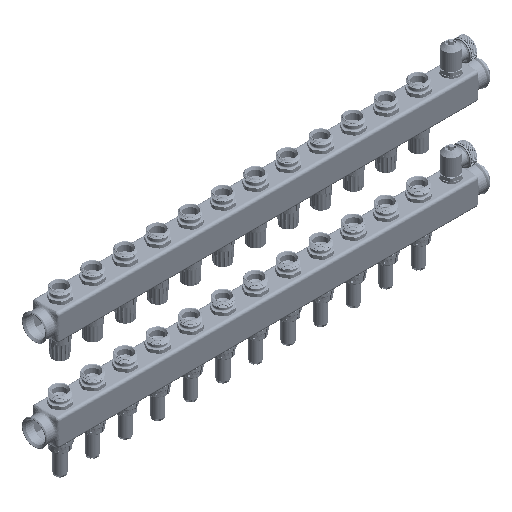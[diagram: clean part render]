
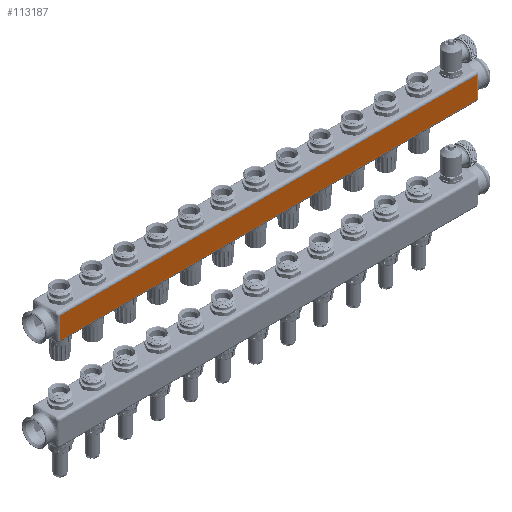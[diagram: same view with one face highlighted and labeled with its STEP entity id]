
A CAD part, isometric view. The second image highlights one B-rep face of the part: STEP entity #113187.
In plain terms, the highlighted planar face has unit normal (0, -1, 0).
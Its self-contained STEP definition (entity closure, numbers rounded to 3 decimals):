
#107172=CARTESIAN_POINT('',(19.869,-20.,
-16.5));
#107178=CARTESIAN_POINT('',(660.131,-20.,16.5));
#107179=CARTESIAN_POINT('',(660.131,-20.,16.5));
#107180=CARTESIAN_POINT('',(660.161,-20.,
15.801));
#107181=CARTESIAN_POINT('',(660.225,-20.,
14.452));
#107182=CARTESIAN_POINT('',(660.332,-20.,
12.511));
#107183=CARTESIAN_POINT('',(660.441,-20.,
10.726));
#107184=CARTESIAN_POINT('',(660.544,-20.,
9.054));
#107185=CARTESIAN_POINT('',(660.636,-20.,
7.423));
#107186=CARTESIAN_POINT('',(660.713,-20.,5.782));
#107187=CARTESIAN_POINT('',(660.769,-20.,4.134));
#107188=CARTESIAN_POINT('',(660.805,-20.,2.504));
#107189=CARTESIAN_POINT('',(660.822,-20.,0.895));
#107190=CARTESIAN_POINT('',(660.823,-20.,-0.717));
#107191=CARTESIAN_POINT('',(660.807,-20.,-2.353));
#107192=CARTESIAN_POINT('',(660.773,-20.,-4.01));
#107193=CARTESIAN_POINT('',(660.718,-20.,-5.659));
#107194=CARTESIAN_POINT('',(660.643,-20.,-7.286));
#107195=CARTESIAN_POINT('',(660.551,-20.,-8.929));
#107196=CARTESIAN_POINT('',(660.446,-20.,-10.642));
#107197=CARTESIAN_POINT('',(660.335,-20.,-12.464));
#107198=CARTESIAN_POINT('',(660.226,-20.,-14.428));
#107199=CARTESIAN_POINT('',(660.162,-20.,-15.787));
#107200=CARTESIAN_POINT('',(660.131,-20.,-16.5));
#107201=CARTESIAN_POINT('',(660.131,-20.,-16.5));
#107203=CARTESIAN_POINT('',(19.869,-20.,
-16.5));
#107204=CARTESIAN_POINT('',(19.795,-20.,
-14.776));
#107205=CARTESIAN_POINT('',(19.614,-20.,
-11.521));
#107206=CARTESIAN_POINT('',(19.339,-20.,
-7.245));
#107207=CARTESIAN_POINT('',(19.201,-20.,
-3.484));
#107208=CARTESIAN_POINT('',(19.166,-20.,
0.021));
#107209=CARTESIAN_POINT('',(19.201,-20.,
3.478));
#107210=CARTESIAN_POINT('',(19.339,-20.,
7.264));
#107211=CARTESIAN_POINT('',(19.619,-20.,
11.591));
#107212=CARTESIAN_POINT('',(19.797,-20.,
14.806));
#107213=CARTESIAN_POINT('',(19.869,-20.,
16.5));
#108479=DIRECTION('',(-1.,0.,0.));
#108480=VECTOR('',#108479,640.263);
#108481=CARTESIAN_POINT('',(660.131,-20.,
16.5));
#108482=LINE('',#108481,#108480);
#108483=CARTESIAN_POINT('',(19.869,-20.,
16.5));
#110105=DIRECTION('',(1.,0.,0.));
#110106=VECTOR('',#110105,640.263);
#110107=CARTESIAN_POINT('',(19.869,-20.,
-16.5));
#110108=LINE('',#110107,#110106);
#111340=VERTEX_POINT('',#108483);
#111355=VERTEX_POINT('',#107172);
#111357=VERTEX_POINT('',#107178);
#111358=VERTEX_POINT('',#107201);
#113173=CARTESIAN_POINT('',(340.,-20.,0.));
#113174=DIRECTION('',(0.,1.,0.));
#113175=DIRECTION('',(1.,0.,0.));
#113176=AXIS2_PLACEMENT_3D('',#113173,#113174,#113175);
#113177=PLANE('',#113176);
#113179=ORIENTED_EDGE('',*,*,#113178,.T.);
#113181=ORIENTED_EDGE('',*,*,#113180,.F.);
#113182=ORIENTED_EDGE('',*,*,#113167,.T.);
#113184=ORIENTED_EDGE('',*,*,#113183,.F.);
#113185=EDGE_LOOP('',(#113179,#113181,#113182,#113184));
#113186=FACE_OUTER_BOUND('',#113185,.F.);
#113187=ADVANCED_FACE('',(#113186),#113177,.F.);
#107202=B_SPLINE_CURVE_WITH_KNOTS('',3,(#107178,#107179,#107180,#107181,#107182,
#107183,#107184,#107185,#107186,#107187,#107188,#107189,#107190,#107191,#107192,
#107193,#107194,#107195,#107196,#107197,#107198,#107199,#107200,#107201),
.UNSPECIFIED.,.F.,.F.,(4,1,1,1,1,1,1,1,1,1,1,1,1,1,1,1,1,1,1,1,1,4),(0.,
0.,0.063,0.122,0.176,
0.225,0.274,0.325,0.375,
0.425,0.473,0.521,0.571,
0.621,0.672,0.721,0.77,
0.822,0.877,0.936,1.,1.),
.UNSPECIFIED.);
#107214=B_SPLINE_CURVE_WITH_KNOTS('',3,(#107203,#107204,#107205,#107206,#107207,
#107208,#107209,#107210,#107211,#107212,#107213),.UNSPECIFIED.,.F.,.F.,(4,1,1,1,
1,1,1,1,4),(0.,0.125,0.25,0.375,0.5,0.625,0.75,0.875,1.),
.UNSPECIFIED.);
#113167=EDGE_CURVE('',#111355,#111340,#107214,.T.);
#113178=EDGE_CURVE('',#111357,#111358,#107202,.T.);
#113180=EDGE_CURVE('',#111355,#111358,#110108,.T.);
#113183=EDGE_CURVE('',#111357,#111340,#108482,.T.);
